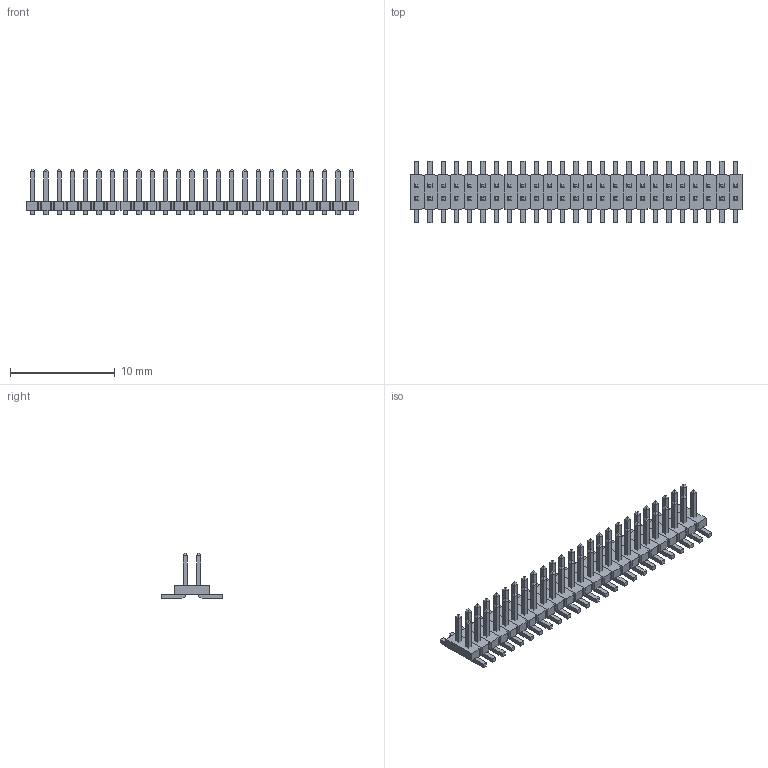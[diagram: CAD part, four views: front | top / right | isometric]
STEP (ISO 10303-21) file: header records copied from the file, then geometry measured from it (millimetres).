
FILE_DESCRIPTION((''),'2;1');
FILE_NAME('SAMTEC_FTS-125-01-F-DV.stp','2012-08-30T15:56:26',(''),(''),'Mechanical Desktop 2011','Mechanical Desktop 2011',', , ');
FILE_SCHEMA(('AUTOMOTIVE_DESIGN { 1 2 10303 214 1 1 1 1 }'));
Length unit declared in the file: millimetre
Products named in the file (1): Product
Bounding box: 31.75 x 5.84 x 4.32 mm (x, y, z)
Volume: 136.5 mm3; surface area: 881.2 mm2
Topology: 125 solids, 125 shells, 1094 faces, 2332 edges, 1488 vertices
Faces by surface type: plane 1044, cylinder 50
Entity records: 28591 total; most frequent: CARTESIAN_POINT 4915, ORIENTED_EDGE 4664, DIRECTION 4622, EDGE_CURVE 2332, VECTOR 2232, LINE 2232, VERTEX_POINT 1488, AXIS2_PLACEMENT_3D 1195
